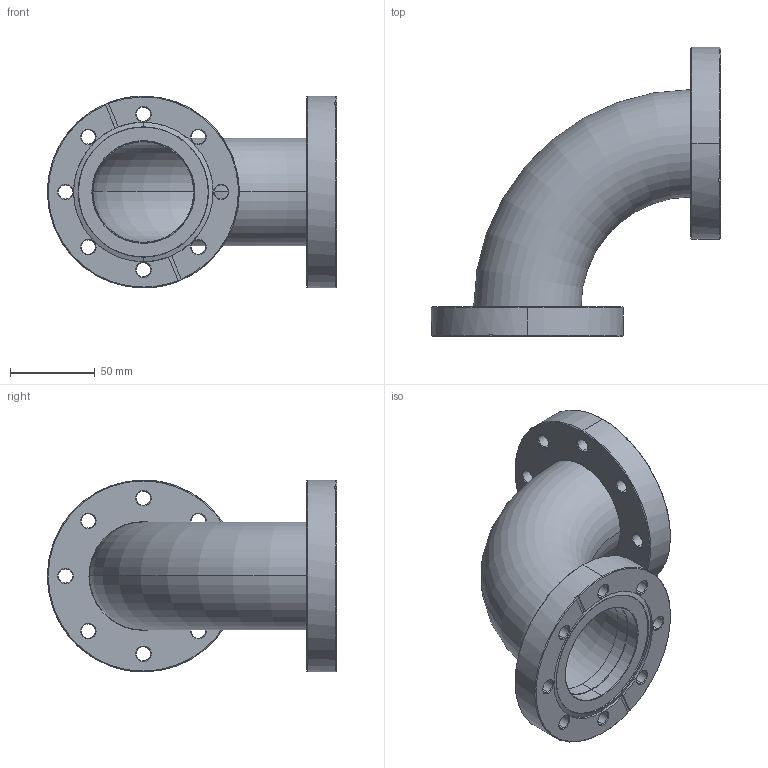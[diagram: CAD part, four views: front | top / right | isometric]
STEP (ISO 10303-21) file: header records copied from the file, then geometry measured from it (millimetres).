
FILE_DESCRIPTION (( 'STEP AP214' ), '1' );
FILE_NAME ('Hositrad_FE63-64-Elbow.STEP', '2017-05-22T09:19:16', ( 'Gebruiker' ), ( '' ), 'SwSTEP 2.0', 'SolidWorks 2017', '' );
FILE_SCHEMA (( 'AUTOMOTIVE_DESIGN' ));
Length unit declared in the file: millimetre
Products named in the file (3): Hositrad_FE63-64-Elbow; CF63-64-Weld; Elbows-90-all_63-64
Assembly tree (3 placements, depth 2):
  Hositrad_FE63-64-Elbow
    Elbows-90-all_63-64
    CF63-64-Weld  x2
Bounding box: 171.05 x 171.05 x 113.5 mm (x, y, z)
Volume: 291910.1 mm3; surface area: 119674 mm2
Topology: 3 solids, 3 shells, 174 faces, 412 edges, 246 vertices
Faces by surface type: cone 90, cylinder 56, plane 24, torus 4
Entity records: 2895 total; most frequent: DIRECTION 549, CARTESIAN_POINT 471, ORIENTED_EDGE 448, AXIS2_PLACEMENT_3D 229, EDGE_CURVE 224, VERTEX_POINT 135, CIRCLE 129, EDGE_LOOP 115
